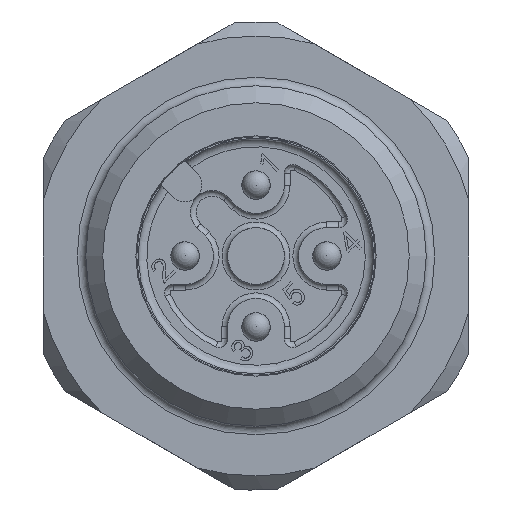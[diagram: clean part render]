
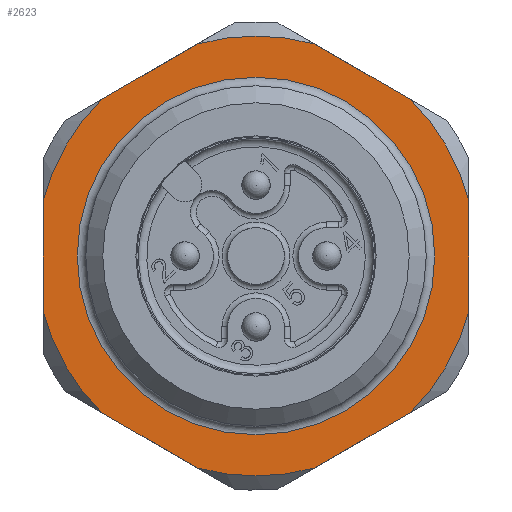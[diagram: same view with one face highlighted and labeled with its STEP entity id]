
A CAD part, left-side view. The second image highlights one B-rep face of the part: STEP entity #2623.
In plain terms, the highlighted planar face has unit normal (-1, 0, 0).
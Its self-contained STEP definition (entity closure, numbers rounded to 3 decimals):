
#476=LINE('',#4387,#619);
#477=LINE('',#4392,#620);
#478=LINE('',#4396,#621);
#479=LINE('',#4400,#622);
#480=LINE('',#4404,#623);
#481=LINE('',#4408,#624);
#619=VECTOR('',#3600,1.);
#620=VECTOR('',#3603,1.);
#621=VECTOR('',#3606,1.);
#622=VECTOR('',#3609,1.);
#623=VECTOR('',#3612,1.);
#624=VECTOR('',#3615,1.);
#795=PLANE('',#3290);
#876=EDGE_LOOP('',(#1149));
#877=EDGE_LOOP('',(#1150,#1151,#1152,#1153,#1154,#1155,#1156,#1157,#1158,
#1159,#1160,#1161));
#1149=ORIENTED_EDGE('',*,*,#2025,.T.);
#1150=ORIENTED_EDGE('',*,*,#2026,.T.);
#1151=ORIENTED_EDGE('',*,*,#2027,.F.);
#1152=ORIENTED_EDGE('',*,*,#2028,.T.);
#1153=ORIENTED_EDGE('',*,*,#2029,.F.);
#1154=ORIENTED_EDGE('',*,*,#2030,.T.);
#1155=ORIENTED_EDGE('',*,*,#2031,.F.);
#1156=ORIENTED_EDGE('',*,*,#2032,.T.);
#1157=ORIENTED_EDGE('',*,*,#2033,.F.);
#1158=ORIENTED_EDGE('',*,*,#2034,.T.);
#1159=ORIENTED_EDGE('',*,*,#2035,.F.);
#1160=ORIENTED_EDGE('',*,*,#2036,.T.);
#1161=ORIENTED_EDGE('',*,*,#2037,.F.);
#2025=EDGE_CURVE('',#2975,#2975,#2463,.T.);
#2026=EDGE_CURVE('',#2976,#2977,#476,.T.);
#2027=EDGE_CURVE('',#2978,#2977,#2464,.T.);
#2028=EDGE_CURVE('',#2978,#2979,#477,.T.);
#2029=EDGE_CURVE('',#2980,#2979,#2465,.T.);
#2030=EDGE_CURVE('',#2980,#2981,#478,.T.);
#2031=EDGE_CURVE('',#2982,#2981,#2466,.T.);
#2032=EDGE_CURVE('',#2982,#2983,#479,.T.);
#2033=EDGE_CURVE('',#2984,#2983,#2467,.T.);
#2034=EDGE_CURVE('',#2984,#2985,#480,.T.);
#2035=EDGE_CURVE('',#2986,#2985,#2468,.T.);
#2036=EDGE_CURVE('',#2986,#2987,#481,.T.);
#2037=EDGE_CURVE('',#2976,#2987,#2469,.T.);
#2463=CIRCLE('',#3283,6.3);
#2464=CIRCLE('',#3284,7.75);
#2465=CIRCLE('',#3285,7.75);
#2466=CIRCLE('',#3286,7.75);
#2467=CIRCLE('',#3287,7.75);
#2468=CIRCLE('',#3288,7.75);
#2469=CIRCLE('',#3289,7.75);
#2623=ADVANCED_FACE('',(#2846,#2847),#795,.F.);
#2846=FACE_BOUND('',#876,.T.);
#2847=FACE_BOUND('',#877,.T.);
#2975=VERTEX_POINT('',#4386);
#2976=VERTEX_POINT('',#4388);
#2977=VERTEX_POINT('',#4389);
#2978=VERTEX_POINT('',#4391);
#2979=VERTEX_POINT('',#4393);
#2980=VERTEX_POINT('',#4395);
#2981=VERTEX_POINT('',#4397);
#2982=VERTEX_POINT('',#4399);
#2983=VERTEX_POINT('',#4401);
#2984=VERTEX_POINT('',#4403);
#2985=VERTEX_POINT('',#4405);
#2986=VERTEX_POINT('',#4407);
#2987=VERTEX_POINT('',#4409);
#3283=AXIS2_PLACEMENT_3D('',#4385,#3598,#3599);
#3284=AXIS2_PLACEMENT_3D('',#4390,#3601,#3602);
#3285=AXIS2_PLACEMENT_3D('',#4394,#3604,#3605);
#3286=AXIS2_PLACEMENT_3D('',#4398,#3607,#3608);
#3287=AXIS2_PLACEMENT_3D('',#4402,#3610,#3611);
#3288=AXIS2_PLACEMENT_3D('',#4406,#3613,#3614);
#3289=AXIS2_PLACEMENT_3D('',#4410,#3616,#3617);
#3290=AXIS2_PLACEMENT_3D('',#4411,#3618,#3619);
#3598=DIRECTION('',(1.,0.,0.));
#3599=DIRECTION('',(0.,1.,0.));
#3600=DIRECTION('',(0.,-0.866,0.5));
#3601=DIRECTION('',(1.,0.,0.));
#3602=DIRECTION('',(0.,1.,0.));
#3603=DIRECTION('',(0.,0.,1.));
#3604=DIRECTION('',(1.,0.,0.));
#3605=DIRECTION('',(0.,1.,0.));
#3606=DIRECTION('',(0.,0.866,0.5));
#3607=DIRECTION('',(1.,0.,0.));
#3608=DIRECTION('',(0.,1.,0.));
#3609=DIRECTION('',(0.,0.866,-0.5));
#3610=DIRECTION('',(1.,0.,0.));
#3611=DIRECTION('',(0.,1.,0.));
#3612=DIRECTION('',(0.,0.,-1.));
#3613=DIRECTION('',(1.,0.,0.));
#3614=DIRECTION('',(0.,1.,0.));
#3615=DIRECTION('',(0.,-0.866,-0.5));
#3616=DIRECTION('',(1.,0.,0.));
#3617=DIRECTION('',(0.,1.,0.));
#3618=DIRECTION('',(1.,0.,0.));
#3619=DIRECTION('',(0.,1.,0.));
#4385=CARTESIAN_POINT('',(10.,0.,0.));
#4386=CARTESIAN_POINT('',(10.,6.3,0.));
#4387=CARTESIAN_POINT('',(10.,-6.348,-4.995));
#4388=CARTESIAN_POINT('',(10.,-2.059,-7.471));
#4389=CARTESIAN_POINT('',(10.,-5.441,-5.519));
#4390=CARTESIAN_POINT('',(10.,0.,0.));
#4391=CARTESIAN_POINT('',(10.,-7.5,-1.953));
#4392=CARTESIAN_POINT('',(10.,-7.5,6.));
#4393=CARTESIAN_POINT('',(10.,-7.5,1.953));
#4394=CARTESIAN_POINT('',(10.,0.,0.));
#4395=CARTESIAN_POINT('',(10.,-5.441,5.519));
#4396=CARTESIAN_POINT('',(10.,-1.152,7.995));
#4397=CARTESIAN_POINT('',(10.,-2.059,7.471));
#4398=CARTESIAN_POINT('',(10.,0.,0.));
#4399=CARTESIAN_POINT('',(10.,2.059,7.471));
#4400=CARTESIAN_POINT('',(10.,1.152,7.995));
#4401=CARTESIAN_POINT('',(10.,5.441,5.519));
#4402=CARTESIAN_POINT('',(10.,0.,0.));
#4403=CARTESIAN_POINT('',(10.,7.5,1.953));
#4404=CARTESIAN_POINT('',(10.,7.5,6.));
#4405=CARTESIAN_POINT('',(10.,7.5,-1.953));
#4406=CARTESIAN_POINT('',(10.,0.,0.));
#4407=CARTESIAN_POINT('',(10.,5.441,-5.519));
#4408=CARTESIAN_POINT('',(10.,6.348,-4.995));
#4409=CARTESIAN_POINT('',(10.,2.059,-7.471));
#4410=CARTESIAN_POINT('',(10.,0.,0.));
#4411=CARTESIAN_POINT('',(10.,0.,6.));
